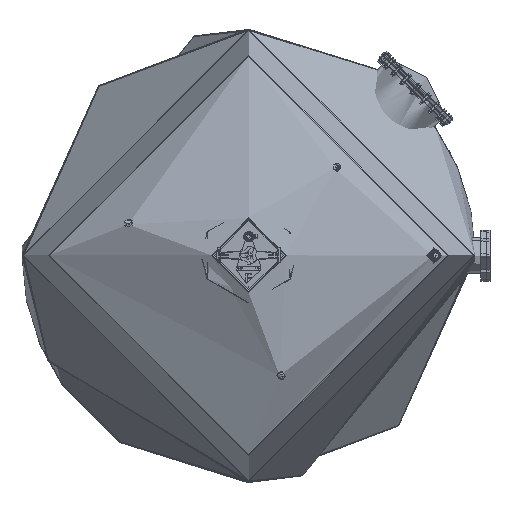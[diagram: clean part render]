
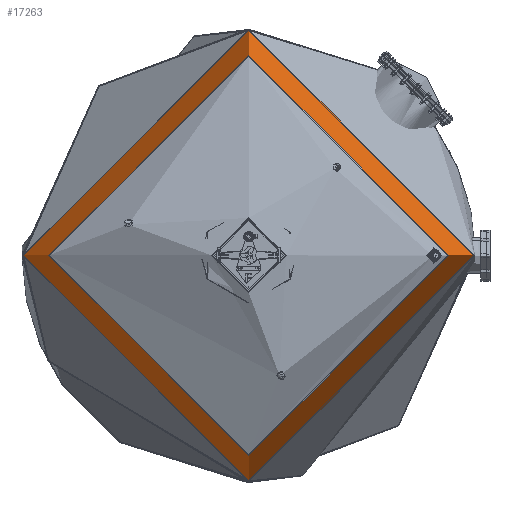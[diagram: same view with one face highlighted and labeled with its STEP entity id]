
A CAD part, top view. The second image highlights one B-rep face of the part: STEP entity #17263.
In plain terms, the highlighted toroidal (fillet/blend) face has major radius 1194 mm and minor radius 315 mm.
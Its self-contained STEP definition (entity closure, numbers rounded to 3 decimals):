
#17263 = ADVANCED_FACE( '', ( #24941, #24942 ), #24943, .T. );
#24941 = FACE_OUTER_BOUND( '', #27812, .T. );
#24942 = FACE_OUTER_BOUND( '', #27813, .T. );
#24943 = TOROIDAL_SURFACE( '', #27814, 1194., 315. );
#27812 = EDGE_LOOP( '', ( #32042 ) );
#27813 = EDGE_LOOP( '', ( #32043 ) );
#27814 = AXIS2_PLACEMENT_3D( '', #32044, #32045, #32046 );
#32042 = ORIENTED_EDGE( '', *, *, #62957, .F. );
#32043 = ORIENTED_EDGE( '', *, *, #62960, .T. );
#32044 = CARTESIAN_POINT( '', ( 0., 0., 658.259 ) );
#32045 = DIRECTION( '', ( 0., 0., -1. ) );
#32046 = DIRECTION( '', ( -1., 0., 0. ) );
#62957 = EDGE_CURVE( '', #66107, #66107, #66108, .T. );
#62960 = EDGE_CURVE( '', #66113, #66113, #66114, .T. );
#66107 = VERTEX_POINT( '', #67994 );
#66108 = CIRCLE( '', #67995, 1509. );
#66113 = VERTEX_POINT( '', #68000 );
#66114 = CIRCLE( '', #68001, 1336.177 );
#67994 = CARTESIAN_POINT( '', ( -1509., 0., 658.259 ) );
#67995 = AXIS2_PLACEMENT_3D( '', #68617, #68618, #68619 );
#68000 = CARTESIAN_POINT( '', ( -1336.177, 0., 939.348 ) );
#68001 = AXIS2_PLACEMENT_3D( '', #68626, #68627, #68628 );
#68617 = CARTESIAN_POINT( '', ( 0., 0., 658.259 ) );
#68618 = DIRECTION( '', ( 0., 0., -1. ) );
#68619 = DIRECTION( '', ( -1., 0., 0. ) );
#68626 = CARTESIAN_POINT( '', ( 0., 0., 939.348 ) );
#68627 = DIRECTION( '', ( 0., 0., -1. ) );
#68628 = DIRECTION( '', ( -1., 0., 0. ) );
